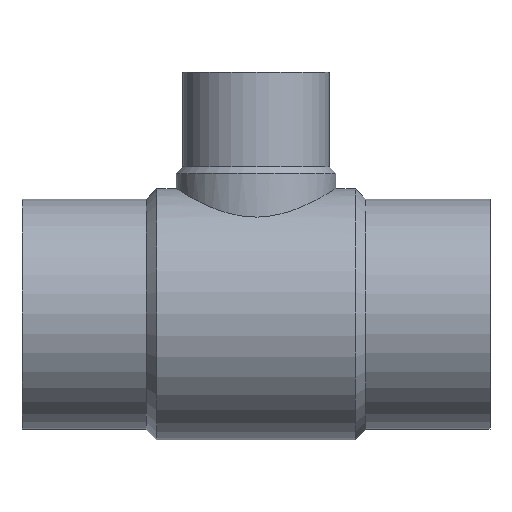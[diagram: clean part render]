
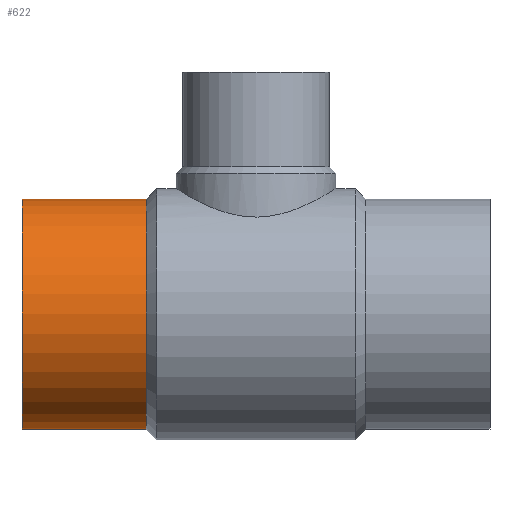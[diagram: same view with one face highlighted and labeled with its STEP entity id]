
A CAD part, top view. The second image highlights one B-rep face of the part: STEP entity #622.
In plain terms, the highlighted cylindrical face has radius 157.5 mm (diameter 315 mm), a full revolution.
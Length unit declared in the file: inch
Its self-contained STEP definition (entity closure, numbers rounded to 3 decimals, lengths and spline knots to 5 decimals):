
#16 = CARTESIAN_POINT ( 'NONE',  ( -18.50394, 0., -6.20079 ) ) ;
#50 = EDGE_CURVE ( 'NONE', #399, #399, #83, .T. ) ;
#66 = EDGE_LOOP ( 'NONE', ( #158 ) ) ;
#83 = CIRCLE ( 'NONE', #659, 6.20079 ) ;
#113 = CARTESIAN_POINT ( 'NONE',  ( -25.19685, 0., -6.20079 ) ) ;
#155 = DIRECTION ( 'NONE',  ( 0., 0., -1. ) ) ;
#158 = ORIENTED_EDGE ( 'NONE', *, *, #517, .T. ) ;
#169 = ORIENTED_EDGE ( 'NONE', *, *, #50, .F. ) ;
#178 = AXIS2_PLACEMENT_3D ( 'NONE', #497, #498, #155 ) ;
#303 = EDGE_LOOP ( 'NONE', ( #169 ) ) ;
#329 = CYLINDRICAL_SURFACE ( 'NONE', #541, 6.20079 ) ;
#399 = VERTEX_POINT ( 'NONE', #113 ) ;
#421 = FACE_OUTER_BOUND ( 'NONE', #303, .T. ) ;
#485 = CARTESIAN_POINT ( 'NONE',  ( -21.85039, 0., 0. ) ) ;
#495 = DIRECTION ( 'NONE',  ( 0., 0., -1. ) ) ;
#497 = CARTESIAN_POINT ( 'NONE',  ( -18.50394, 0., 0. ) ) ;
#498 = DIRECTION ( 'NONE',  ( -1., 0., 0. ) ) ;
#502 = DIRECTION ( 'NONE',  ( 1., 0., 0. ) ) ;
#517 = EDGE_CURVE ( 'NONE', #681, #681, #567, .T. ) ;
#541 = AXIS2_PLACEMENT_3D ( 'NONE', #485, #502, #495 ) ;
#567 = CIRCLE ( 'NONE', #178, 6.20079 ) ;
#582 = FACE_OUTER_BOUND ( 'NONE', #66, .T. ) ;
#622 = ADVANCED_FACE ( 'NONE', ( #421, #582 ), #329, .T. ) ;
#657 = CARTESIAN_POINT ( 'NONE',  ( -25.19685, 0., 0. ) ) ;
#659 = AXIS2_PLACEMENT_3D ( 'NONE', #657, #676, #680 ) ;
#676 = DIRECTION ( 'NONE',  ( -1., 0., 0. ) ) ;
#680 = DIRECTION ( 'NONE',  ( 0., 0., -1. ) ) ;
#681 = VERTEX_POINT ( 'NONE', #16 ) ;
